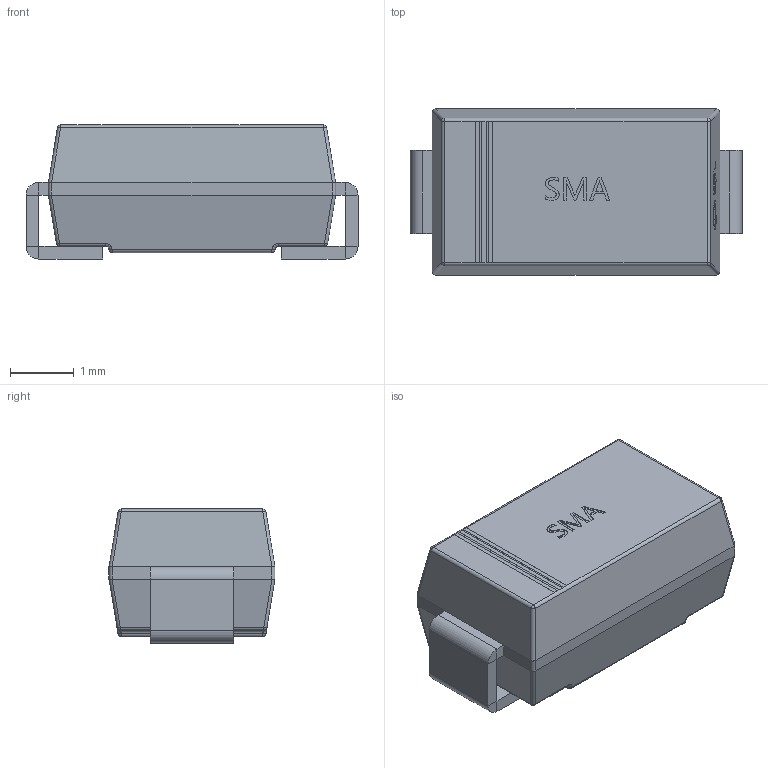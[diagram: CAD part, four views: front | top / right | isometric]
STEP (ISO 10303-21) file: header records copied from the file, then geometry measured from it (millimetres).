
FILE_DESCRIPTION(/* description */ (''),/* implementation_level */ '2;1');
FILE_NAME(/* name */ 'D_SMAJ12A_3D_MODEL.step',/* time_stamp */ '2023-04-11T00:24:26+08:00',/* author */ (''),/* organization */ (''),/* preprocessor_version */ 'ST-DEVELOPER v19.2',/* originating_system */ 'Autodesk Translation Framework v11.17.0.187',/* authorisation */ '');
FILE_SCHEMA (('AUTOMOTIVE_DESIGN { 1 0 10303 214 3 1 1 }'));
Length unit declared in the file: millimetre
Products named in the file (3): D1; SMA_L4.4-W2.8-LS5.4-RD; COMPOUND (2)
Assembly tree (2 placements, depth 3):
  D1
    SMA_L4.4-W2.8-LS5.4-RD
      COMPOUND (2)
Bounding box: 5.2 x 2.6 x 2.1 mm (x, y, z)
Volume: 22.3 mm3; surface area: 56.4 mm2
Topology: 14 solids, 14 shells, 462 faces, 1197 edges, 758 vertices
Faces by surface type: plane 282, bspline 136, cylinder 32, sphere 12
Entity records: 16270 total; most frequent: CARTESIAN_POINT 5416, ORIENTED_EDGE 2370, DIRECTION 1819, EDGE_CURVE 1185, LINE 857, VECTOR 857, VERTEX_POINT 758, EDGE_LOOP 485
